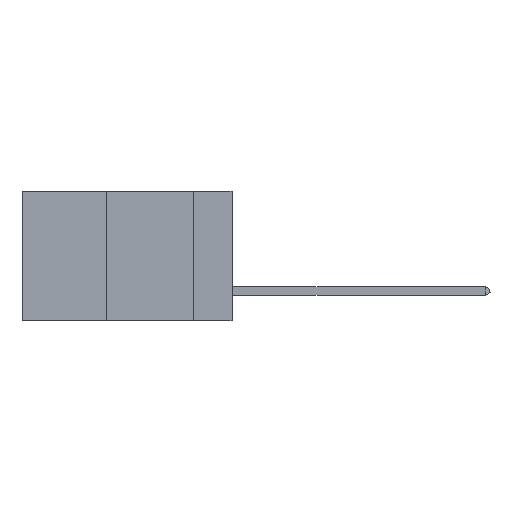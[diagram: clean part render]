
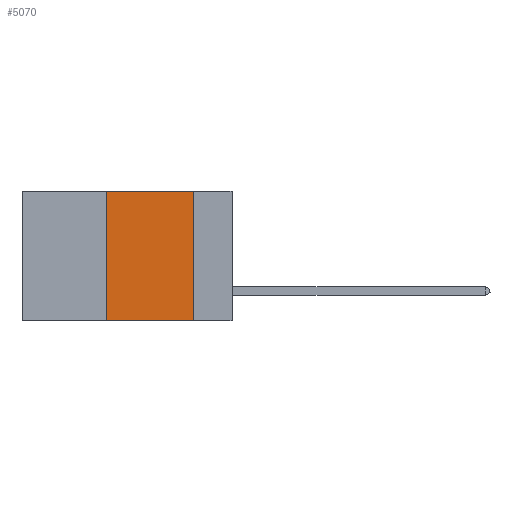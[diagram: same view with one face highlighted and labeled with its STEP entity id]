
A CAD part, left-side view. The second image highlights one B-rep face of the part: STEP entity #5070.
In plain terms, the highlighted planar face has unit normal (-1, 0, 0).
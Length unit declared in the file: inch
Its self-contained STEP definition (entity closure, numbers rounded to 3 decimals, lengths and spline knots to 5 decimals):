
#219 = VECTOR ( 'NONE', #2830, 39.37008 ) ;
#240 = CARTESIAN_POINT ( 'NONE',  ( 0., 0.11, 0. ) ) ;
#1315 = DIRECTION ( 'NONE',  ( 0., 0., 1. ) ) ;
#1462 = VECTOR ( 'NONE', #1315, 39.37008 ) ;
#1599 = ORIENTED_EDGE ( 'NONE', *, *, #4844, .F. ) ;
#1608 = DIRECTION ( 'NONE',  ( 0., 0., -1. ) ) ;
#1973 = ORIENTED_EDGE ( 'NONE', *, *, #2448, .T. ) ;
#2000 = DIRECTION ( 'NONE',  ( 0., 0., -1. ) ) ;
#2324 = VECTOR ( 'NONE', #4746, 39.37008 ) ;
#2416 = DIRECTION ( 'NONE',  ( 1., 0., 0. ) ) ;
#2448 = EDGE_CURVE ( 'NONE', #10223, #10937, #4093, .T. ) ;
#2452 = EDGE_LOOP ( 'NONE', ( #8128, #1599, #4760, #1973 ) ) ;
#2548 = LINE ( 'NONE', #8025, #219 ) ;
#2830 = DIRECTION ( 'NONE',  ( 0., -1., 0. ) ) ;
#4088 = VERTEX_POINT ( 'NONE', #8238 ) ;
#4093 = LINE ( 'NONE', #6467, #2324 ) ;
#4098 = VERTEX_POINT ( 'NONE', #10190 ) ;
#4268 = EDGE_CURVE ( 'NONE', #4098, #10937, #7031, .T. ) ;
#4354 = EDGE_CURVE ( 'NONE', #10223, #4088, #10045, .T. ) ;
#4746 = DIRECTION ( 'NONE',  ( 0., -1., 0. ) ) ;
#4760 = ORIENTED_EDGE ( 'NONE', *, *, #4354, .F. ) ;
#4844 = EDGE_CURVE ( 'NONE', #4088, #4098, #2548, .T. ) ;
#5070 = ADVANCED_FACE ( 'NONE', ( #5218 ), #5701, .F. ) ;
#5218 = FACE_OUTER_BOUND ( 'NONE', #2452, .T. ) ;
#5701 = PLANE ( 'NONE',  #7768 ) ;
#6467 = CARTESIAN_POINT ( 'NONE',  ( 0., 0.6, -0.37 ) ) ;
#6811 = CARTESIAN_POINT ( 'NONE',  ( 0., 0.6, 0. ) ) ;
#7031 = LINE ( 'NONE', #240, #8821 ) ;
#7768 = AXIS2_PLACEMENT_3D ( 'NONE', #6811, #2416, #1608 ) ;
#8025 = CARTESIAN_POINT ( 'NONE',  ( 0., 0.6, 0. ) ) ;
#8128 = ORIENTED_EDGE ( 'NONE', *, *, #4268, .F. ) ;
#8201 = CARTESIAN_POINT ( 'NONE',  ( 0., 0.36, 0. ) ) ;
#8238 = CARTESIAN_POINT ( 'NONE',  ( 0., 0.36, 0. ) ) ;
#8747 = CARTESIAN_POINT ( 'NONE',  ( 0., 0.11, -0.37 ) ) ;
#8821 = VECTOR ( 'NONE', #2000, 39.37008 ) ;
#10003 = CARTESIAN_POINT ( 'NONE',  ( 0., 0.36, -0.37 ) ) ;
#10045 = LINE ( 'NONE', #8201, #1462 ) ;
#10190 = CARTESIAN_POINT ( 'NONE',  ( 0., 0.11, 0. ) ) ;
#10223 = VERTEX_POINT ( 'NONE', #10003 ) ;
#10937 = VERTEX_POINT ( 'NONE', #8747 ) ;
